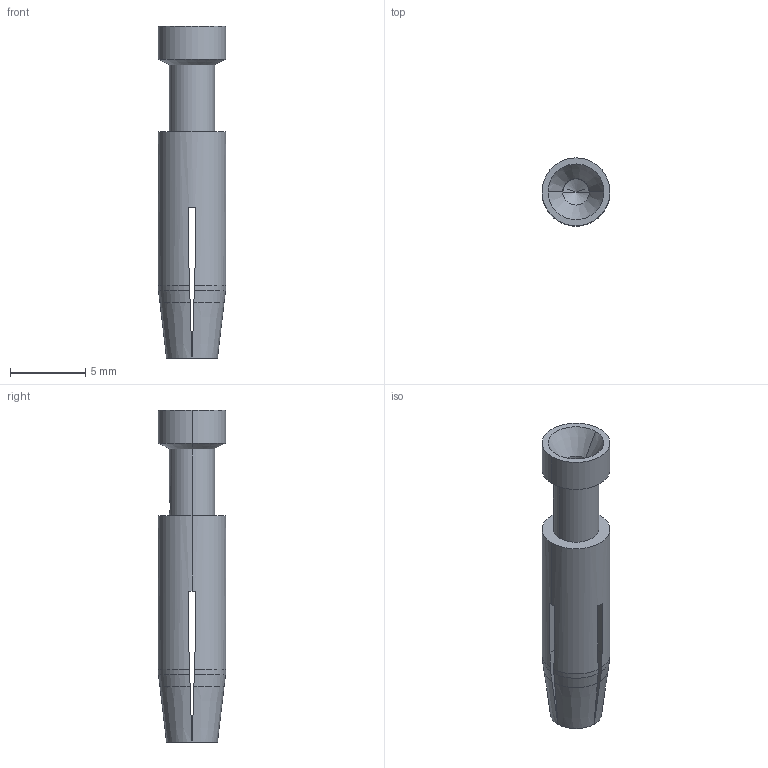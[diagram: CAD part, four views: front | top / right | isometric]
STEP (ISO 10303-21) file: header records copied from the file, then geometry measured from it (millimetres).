
FILE_DESCRIPTION((''),'2;1');
FILE_NAME('CESF','2017-04-13T',('tl.yang'),(''),'PRO/ENGINEER BY PARAMETRIC TECHNOLOGY CORPORATION, 2011500','PRO/ENGINEER BY PARAMETRIC TECHNOLOGY CORPORATION, 2011500','');
FILE_SCHEMA(('CONFIG_CONTROL_DESIGN'));
Length unit declared in the file: millimetre
Products named in the file (1): CESF
Bounding box: 4.5 x 4.5 x 22 mm (x, y, z)
Volume: 189 mm3; surface area: 494.5 mm2
Topology: 1 solids, 1 shells, 71 faces, 198 edges, 126 vertices
Faces by surface type: plane 26, cone 16, cylinder 13, revolution 8, torus 4, bspline 4
Entity records: 2658 total; most frequent: CARTESIAN_POINT 921, ORIENTED_EDGE 388, DIRECTION 308, EDGE_CURVE 194, VERTEX_POINT 126, AXIS2_PLACEMENT_3D 121, B_SPLINE_CURVE_WITH_KNOTS 82, EDGE_LOOP 74
